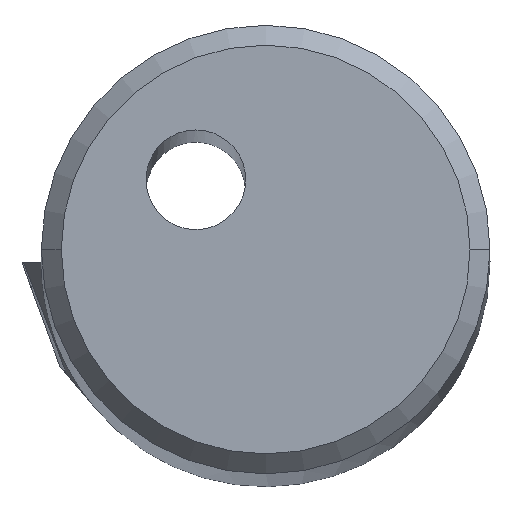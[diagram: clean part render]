
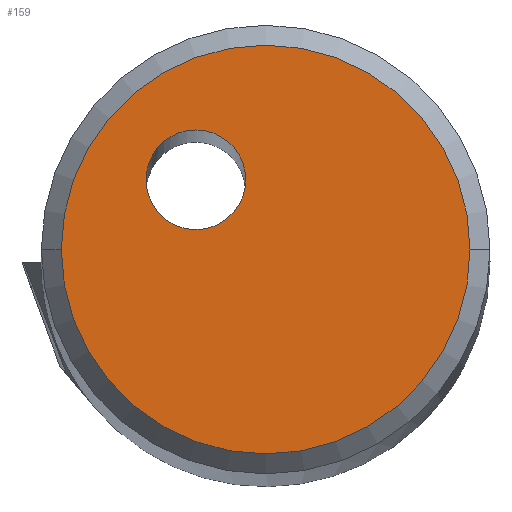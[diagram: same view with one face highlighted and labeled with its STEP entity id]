
A CAD part, top view. The second image highlights one B-rep face of the part: STEP entity #159.
In plain terms, the highlighted planar face has unit normal (0, 0, 1).
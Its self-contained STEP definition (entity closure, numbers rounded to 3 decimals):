
#157=VERTEX_POINT('NONE',#369);
#159=ADVANCED_FACE('NONE',(#371,#372),#373,.F.);
#207=VERTEX_POINT('NONE',#424);
#267=EDGE_CURVE('NONE',#297,#299,#492,.T.);
#273=EDGE_CURVE('NONE',#157,#207,#500,.T.);
#289=EDGE_CURVE('NONE',#299,#297,#518,.F.);
#297=VERTEX_POINT('NONE',#528);
#299=VERTEX_POINT('NONE',#530);
#303=EDGE_CURVE('NONE',#207,#157,#534,.F.);
#369=CARTESIAN_POINT('',(2.244,-0.194,0.0));
#371=FACE_OUTER_BOUND('',#615,.T.);
#372=FACE_BOUND('',#616,.T.);
#373=PLANE('',#617);
#424=CARTESIAN_POINT('',(-1.856,-0.194,0.0));
#492=CIRCLE('',#796,0.5);
#500=CIRCLE('',#844,2.05);
#518=CIRCLE('',#877,0.5);
#528=CARTESIAN_POINT('',(-1.006,0.506,0.0));
#530=CARTESIAN_POINT('',(-0.006,0.506,0.0));
#534=CIRCLE('',#899,2.05);
#615=EDGE_LOOP('',(#964,#965));
#616=EDGE_LOOP('',(#966,#967));
#617=AXIS2_PLACEMENT_3D('',#968,#969,#970);
#796=AXIS2_PLACEMENT_3D('',#1099,#1100,#1101);
#844=AXIS2_PLACEMENT_3D('',#1114,#1115,#1116);
#877=AXIS2_PLACEMENT_3D('',#1140,#1141,#1142);
#899=AXIS2_PLACEMENT_3D('',#1157,#1158,#1159);
#964=ORIENTED_EDGE('',*,*,#303,.T.);
#965=ORIENTED_EDGE('',*,*,#273,.T.);
#966=ORIENTED_EDGE('',*,*,#289,.T.);
#967=ORIENTED_EDGE('',*,*,#267,.T.);
#968=CARTESIAN_POINT('',(0.194,-0.194,0.0));
#969=DIRECTION('',(0.0,0.0,-1.0));
#970=DIRECTION('',(-1.0,0.0,0.0));
#1099=CARTESIAN_POINT('',(-0.506,0.506,0.0));
#1100=DIRECTION('',(0.0,0.0,-1.0));
#1101=DIRECTION('',(1.0,0.,0.0));
#1114=CARTESIAN_POINT('',(0.194,-0.194,0.0));
#1115=DIRECTION('',(0.0,0.0,1.0));
#1116=DIRECTION('',(-1.0,0.,0.0));
#1140=CARTESIAN_POINT('',(-0.506,0.506,0.0));
#1141=DIRECTION('',(-0.0,0.0,1.0));
#1142=DIRECTION('',(1.0,0.,0.0));
#1157=CARTESIAN_POINT('',(0.194,-0.194,0.0));
#1158=DIRECTION('',(0.0,0.0,-1.0));
#1159=DIRECTION('',(-1.0,0.,0.0));
